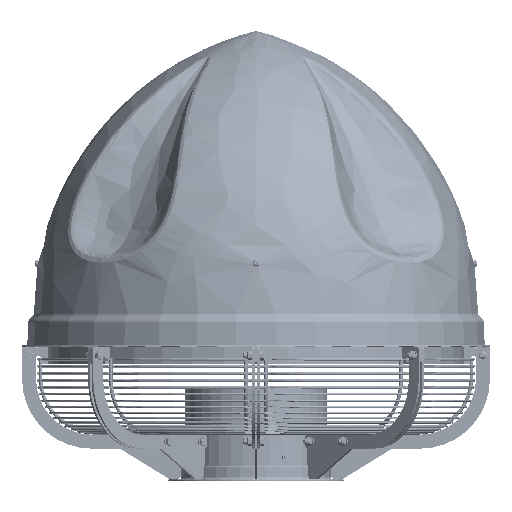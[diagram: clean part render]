
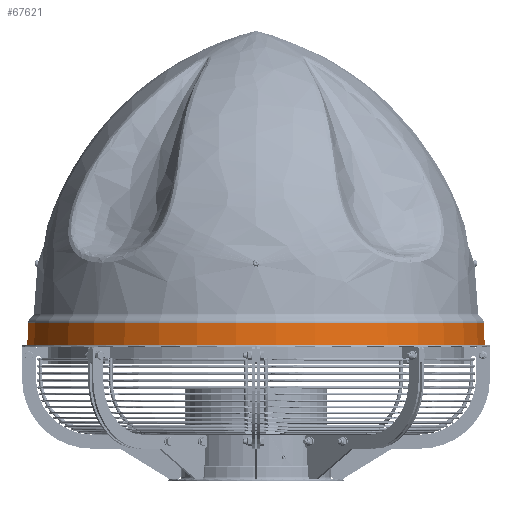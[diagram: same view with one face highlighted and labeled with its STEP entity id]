
A CAD part, front view. The second image highlights one B-rep face of the part: STEP entity #67621.
In plain terms, the highlighted conical face has half-angle 2 degrees and reference radius 391.675 mm.
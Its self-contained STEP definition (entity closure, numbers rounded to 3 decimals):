
#1486=CONICAL_SURFACE('',#72212,391.674,0.035);
#5037=LINE('',#121935,#10169);
#10169=VECTOR('',#81331,391.674);
#17653=FACE_OUTER_BOUND('',#21687,.T.);
#21687=EDGE_LOOP('',(#49298,#49299,#49300,#49301,#49302));
#25657=CIRCLE('',#72206,391.088);
#25658=CIRCLE('',#72207,391.088);
#25662=CIRCLE('',#72213,392.399);
#29394=VERTEX_POINT('',#121921);
#29395=VERTEX_POINT('',#121923);
#29398=VERTEX_POINT('',#121934);
#36745=EDGE_CURVE('',#29394,#29395,#25657,.T.);
#36746=EDGE_CURVE('',#29395,#29394,#25658,.T.);
#36751=EDGE_CURVE('',#29395,#29398,#5037,.T.);
#36752=EDGE_CURVE('',#29398,#29398,#25662,.T.);
#49298=ORIENTED_EDGE('',*,*,#36745,.F.);
#49299=ORIENTED_EDGE('',*,*,#36746,.F.);
#49300=ORIENTED_EDGE('',*,*,#36751,.T.);
#49301=ORIENTED_EDGE('',*,*,#36752,.F.);
#49302=ORIENTED_EDGE('',*,*,#36751,.F.);
#67621=ADVANCED_FACE('',(#17653),#1486,.T.);
#72206=AXIS2_PLACEMENT_3D('',#121924,#81316,#81317);
#72207=AXIS2_PLACEMENT_3D('',#121925,#81318,#81319);
#72212=AXIS2_PLACEMENT_3D('',#121933,#81329,#81330);
#72213=AXIS2_PLACEMENT_3D('',#121936,#81332,#81333);
#81316=DIRECTION('center_axis',(0.,0.,
1.));
#81317=DIRECTION('ref_axis',(-0.707,0.707,0.));
#81318=DIRECTION('center_axis',(0.,0.,
1.));
#81319=DIRECTION('ref_axis',(-0.707,0.707,0.));
#81329=DIRECTION('center_axis',(0.,0.,
-1.));
#81330=DIRECTION('ref_axis',(0.707,-0.707,0.));
#81331=DIRECTION('',(-0.025,0.025,-0.999));
#81332=DIRECTION('center_axis',(0.,0.,
-1.));
#81333=DIRECTION('ref_axis',(0.707,-0.707,0.));
#121921=CARTESIAN_POINT('',(-276.541,-276.541,269.788));
#121923=CARTESIAN_POINT('',(-276.541,276.541,269.788));
#121924=CARTESIAN_POINT('Origin',(0.,0.,
269.788));
#121925=CARTESIAN_POINT('Origin',(0.,0.,
269.788));
#121933=CARTESIAN_POINT('Origin',(0.,0.,
252.987));
#121934=CARTESIAN_POINT('',(-277.468,277.468,232.25));
#121935=CARTESIAN_POINT('',(-276.956,276.956,252.987));
#121936=CARTESIAN_POINT('Origin',(0.,0.,
232.25));
